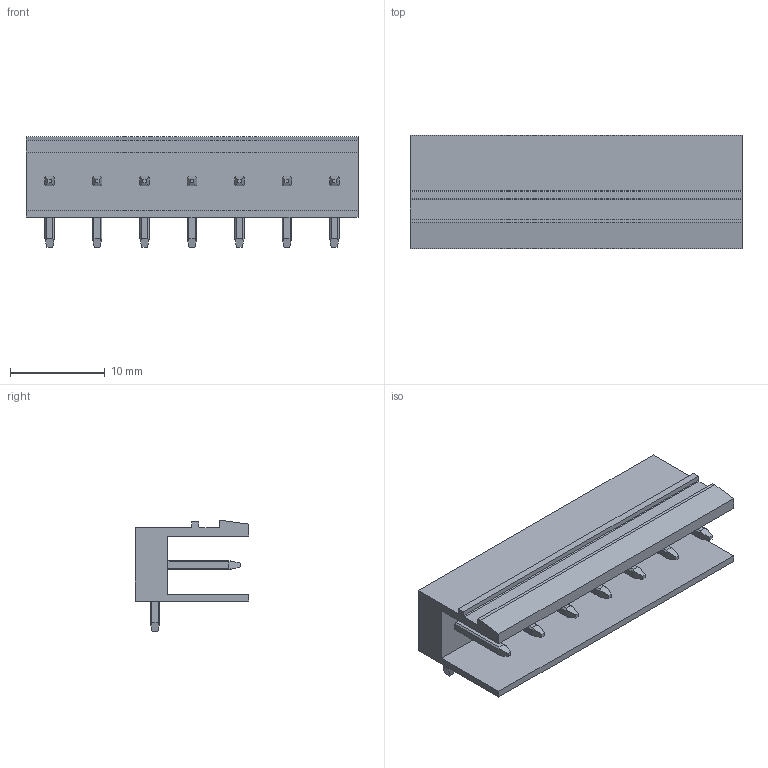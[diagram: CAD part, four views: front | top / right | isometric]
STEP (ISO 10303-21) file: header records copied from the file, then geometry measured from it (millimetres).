
FILE_DESCRIPTION(('CATIA V5 STEP Exchange','CAx-IF Rec.Pracs.--- Model Styling and Organization---1.4--- 2014-01-23'),'2;1');
FILE_NAME ('D1487370_0_1410510000_1410510000.stp','2021-05-17T08:18:38+00:00',('none'),('Weidmueller'),'CATIA Version 5-6 Release 2016 SP3 HF44','CATIA V5 STEP AP214','none');
FILE_SCHEMA(('AUTOMOTIVE_DESIGN { 1 0 10303 214 1 1 1 1 }'));
Length unit declared in the file: millimetre
Products named in the file (1): 1410510000
Bounding box: 35 x 12 x 11.7 mm (x, y, z)
Volume: 1566.7 mm3; surface area: 2662.8 mm2
Topology: 8 solids, 8 shells, 285 faces, 751 edges, 482 vertices
Faces by surface type: plane 171, cylinder 114
Entity records: 8858 total; most frequent: CARTESIAN_POINT 2040, ORIENTED_EDGE 1502, DIRECTION 1047, EDGE_CURVE 751, VECTOR 523, LINE 523, VERTEX_POINT 482, EDGE_LOOP 299
